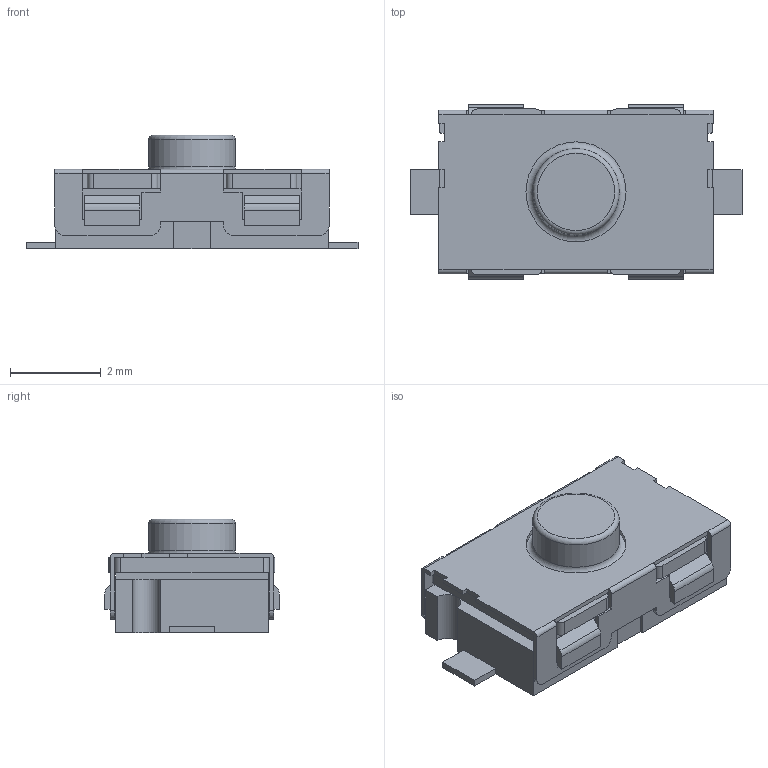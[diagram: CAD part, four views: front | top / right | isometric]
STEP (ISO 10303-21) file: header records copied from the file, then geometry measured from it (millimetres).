
FILE_DESCRIPTION(/* description */ (''),/* implementation_level */ '2;1');
FILE_NAME(/* name */ 'PB_C&K_KSR221GLFS.stp',/* time_stamp */ '2019-10-15T15:06:07+02:00',/* author */ ('jwickham'),/* organization */ ('SolidWorks'),/* preprocessor_version */ 'ST-DEVELOPER v16.5',/* originating_system */ 'AutoCAD Mechanical',/* authorisation */ ' ');
FILE_SCHEMA (('AUTOMOTIVE_DESIGN { 1 0 10303 214 3 1 1 }'));
Length unit declared in the file: millimetre
Products named in the file (1): Product
Bounding box: 7.3 x 3.84 x 2.5 mm (x, y, z)
Volume: 38 mm3; surface area: 149.2 mm2
Topology: 4 solids, 4 shells, 220 faces, 617 edges, 407 vertices
Faces by surface type: plane 184, cylinder 34, torus 2
Full cylindrical faces by diameter (mm): 1.9 x1, 2.2 x1
Entity records: 7013 total; most frequent: CARTESIAN_POINT 1247, ORIENTED_EDGE 1224, DIRECTION 1121, EDGE_CURVE 611, LINE 539, VECTOR 539, VERTEX_POINT 405, AXIS2_PLACEMENT_3D 291
